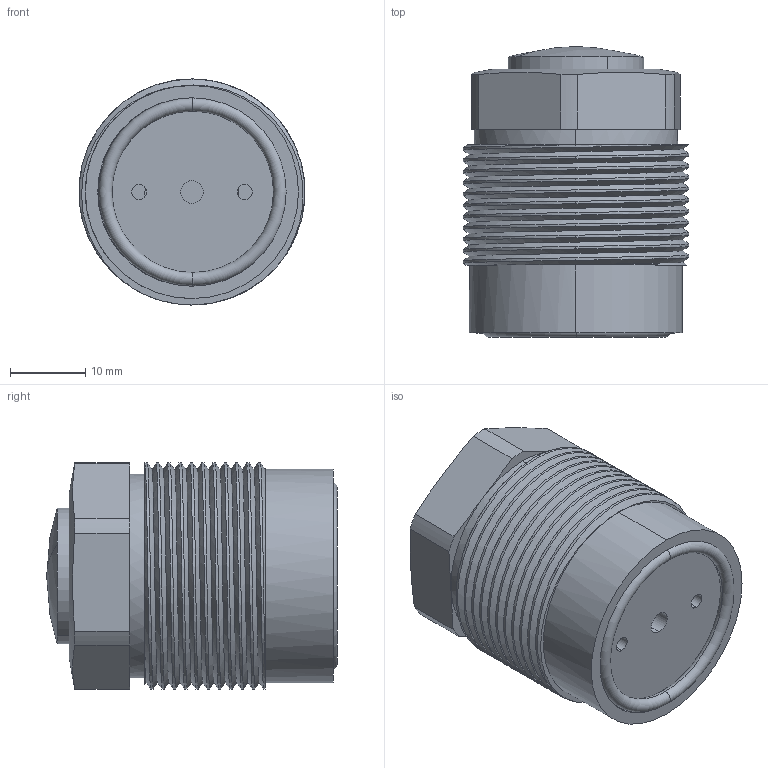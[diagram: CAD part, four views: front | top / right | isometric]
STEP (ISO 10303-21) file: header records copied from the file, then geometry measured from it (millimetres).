
FILE_DESCRIPTION (( 'STEP AP214' ), '1' );
FILE_NAME ('CTC-K030RS.STEP', '2018-10-28T06:13:19', ( '' ), ( '' ), 'SwSTEP 2.0', 'SolidWorks 2016', '' );
FILE_SCHEMA (( 'AUTOMOTIVE_DESIGN' ));
Length unit declared in the file: millimetre
Products named in the file (4): CTC-K030RS(HSG); CTC-K030AS(BT) -; CTC-K030RS; CTC-K030(0)
Assembly tree (3 placements, depth 2):
  CTC-K030RS
    CTC-K030AS(BT) -
    CTC-K030RS(HSG)
    CTC-K030(0)
Bounding box: 29.96 x 38.57 x 30 mm (x, y, z)
Volume: 20121.9 mm3; surface area: 11129.1 mm2
Topology: 3 solids, 3 shells, 86 faces, 212 edges, 137 vertices
Faces by surface type: cylinder 52, plane 24, torus 4, cone 2, bspline 2, sphere 2
Entity records: 4192 total; most frequent: CARTESIAN_POINT 2080, ORIENTED_EDGE 424, DIRECTION 421, EDGE_CURVE 212, AXIS2_PLACEMENT_3D 175, VERTEX_POINT 137, EDGE_LOOP 95, FACE_OUTER_BOUND 86
